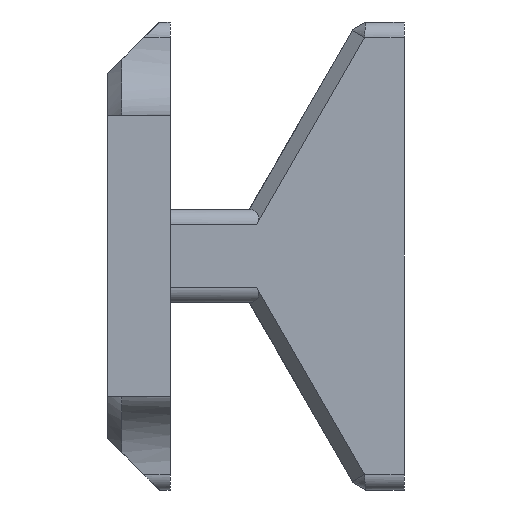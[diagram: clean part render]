
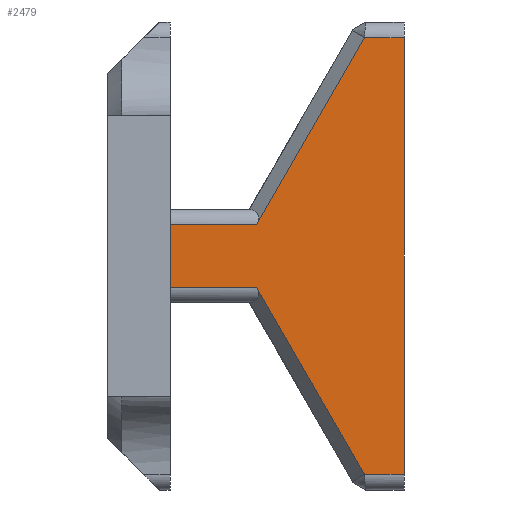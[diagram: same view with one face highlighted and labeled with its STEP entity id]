
A CAD part, left-side view. The second image highlights one B-rep face of the part: STEP entity #2479.
In plain terms, the highlighted planar face has unit normal (-1, 0, 0).
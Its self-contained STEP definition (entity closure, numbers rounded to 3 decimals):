
#8 = FACE_OUTER_BOUND ( 'NONE', #778, .T. ) ;
#41 = VERTEX_POINT ( 'NONE', #1450 ) ;
#61 = LINE ( 'NONE', #1160, #1957 ) ;
#92 = CARTESIAN_POINT ( 'NONE',  ( 33.72, 0., 0. ) ) ;
#154 = EDGE_CURVE ( 'NONE', #2503, #2779, #166, .T. ) ;
#166 = LINE ( 'NONE', #2378, #237 ) ;
#199 = CARTESIAN_POINT ( 'NONE',  ( 33.72, 0., 1.3 ) ) ;
#205 = CARTESIAN_POINT ( 'NONE',  ( 33.72, 0., 2. ) ) ;
#237 = VECTOR ( 'NONE', #723, 1000. ) ;
#248 = EDGE_CURVE ( 'NONE', #2779, #2735, #527, .T. ) ;
#261 = ORIENTED_EDGE ( 'NONE', *, *, #3049, .F. ) ;
#275 = DIRECTION ( 'NONE',  ( 0., -0.5, -0.866 ) ) ;
#527 = LINE ( 'NONE', #1372, #3303 ) ;
#586 = VECTOR ( 'NONE', #2178, 1000. ) ;
#625 = LINE ( 'NONE', #1182, #2886 ) ;
#651 = LINE ( 'NONE', #2540, #3180 ) ;
#654 = CARTESIAN_POINT ( 'NONE',  ( 33.72, -12.462, 14. ) ) ;
#686 = ORIENTED_EDGE ( 'NONE', *, *, #1453, .T. ) ;
#692 = DIRECTION ( 'NONE',  ( 0., 1., 0. ) ) ;
#723 = DIRECTION ( 'NONE',  ( 0., -1., 0. ) ) ;
#726 = LINE ( 'NONE', #205, #1550 ) ;
#737 = VERTEX_POINT ( 'NONE', #3401 ) ;
#764 = CARTESIAN_POINT ( 'NONE',  ( 33.72, -15., -14. ) ) ;
#778 = EDGE_LOOP ( 'NONE', ( #3497, #1529, #1194, #261, #2528, #1051, #2756, #686, #819, #3416, #2710, #1976 ) ) ;
#798 = DIRECTION ( 'NONE',  ( 0., -1., 0. ) ) ;
#819 = ORIENTED_EDGE ( 'NONE', *, *, #3071, .T. ) ;
#834 = VERTEX_POINT ( 'NONE', #3488 ) ;
#971 = DIRECTION ( 'NONE',  ( 0., 1., 0. ) ) ;
#1004 = CARTESIAN_POINT ( 'NONE',  ( 33.72, -12.462, -14. ) ) ;
#1051 = ORIENTED_EDGE ( 'NONE', *, *, #3012, .T. ) ;
#1054 = PLANE ( 'NONE',  #1492 ) ;
#1160 = CARTESIAN_POINT ( 'NONE',  ( 33.72, 3., 0. ) ) ;
#1182 = CARTESIAN_POINT ( 'NONE',  ( 33.72, 0., 0. ) ) ;
#1194 = ORIENTED_EDGE ( 'NONE', *, *, #2545, .T. ) ;
#1207 = EDGE_CURVE ( 'NONE', #737, #1635, #1263, .T. ) ;
#1261 = DIRECTION ( 'NONE',  ( 0., 0.5, -0.866 ) ) ;
#1263 = LINE ( 'NONE', #2413, #586 ) ;
#1372 = CARTESIAN_POINT ( 'NONE',  ( 33.72, -12.202, -13.55 ) ) ;
#1450 = CARTESIAN_POINT ( 'NONE',  ( 33.72, -15., -14. ) ) ;
#1453 = EDGE_CURVE ( 'NONE', #2142, #2747, #1464, .T. ) ;
#1464 = LINE ( 'NONE', #92, #1833 ) ;
#1492 = AXIS2_PLACEMENT_3D ( 'NONE', #1887, #1939, #3288 ) ;
#1529 = ORIENTED_EDGE ( 'NONE', *, *, #248, .T. ) ;
#1550 = VECTOR ( 'NONE', #692, 1000. ) ;
#1556 = LINE ( 'NONE', #1591, #3070 ) ;
#1591 = CARTESIAN_POINT ( 'NONE',  ( 33.72, -15., 0. ) ) ;
#1635 = VERTEX_POINT ( 'NONE', #2393 ) ;
#1689 = DIRECTION ( 'NONE',  ( 0., 0., -1. ) ) ;
#1739 = VECTOR ( 'NONE', #1261, 1000. ) ;
#1814 = DIRECTION ( 'NONE',  ( 0., 0., -1. ) ) ;
#1833 = VECTOR ( 'NONE', #3154, 1000. ) ;
#1864 = CARTESIAN_POINT ( 'NONE',  ( 33.72, -5.534, -2. ) ) ;
#1887 = CARTESIAN_POINT ( 'NONE',  ( 33.72, -15., 0. ) ) ;
#1939 = DIRECTION ( 'NONE',  ( 1., 0., 0. ) ) ;
#1957 = VECTOR ( 'NONE', #2274, 1000. ) ;
#1976 = ORIENTED_EDGE ( 'NONE', *, *, #2233, .T. ) ;
#2101 = CARTESIAN_POINT ( 'NONE',  ( 33.72, -7.034, 4.599 ) ) ;
#2142 = VERTEX_POINT ( 'NONE', #2478 ) ;
#2178 = DIRECTION ( 'NONE',  ( 0., 1., 0. ) ) ;
#2205 = VECTOR ( 'NONE', #971, 1000. ) ;
#2233 = EDGE_CURVE ( 'NONE', #737, #2503, #625, .T. ) ;
#2274 = DIRECTION ( 'NONE',  ( 0., 0., 1. ) ) ;
#2345 = EDGE_CURVE ( 'NONE', #3110, #2142, #726, .T. ) ;
#2358 = LINE ( 'NONE', #2101, #1739 ) ;
#2378 = CARTESIAN_POINT ( 'NONE',  ( 33.72, -15., -2. ) ) ;
#2393 = CARTESIAN_POINT ( 'NONE',  ( 33.72, 3., -1.3 ) ) ;
#2411 = LINE ( 'NONE', #3461, #2205 ) ;
#2413 = CARTESIAN_POINT ( 'NONE',  ( 33.72, 0., -1.3 ) ) ;
#2478 = CARTESIAN_POINT ( 'NONE',  ( 33.72, 0., 2. ) ) ;
#2479 = ADVANCED_FACE ( 'NONE', ( #8 ), #1054, .F. ) ;
#2503 = VERTEX_POINT ( 'NONE', #2709 ) ;
#2528 = ORIENTED_EDGE ( 'NONE', *, *, #2918, .T. ) ;
#2540 = CARTESIAN_POINT ( 'NONE',  ( 33.72, -15., 14. ) ) ;
#2545 = EDGE_CURVE ( 'NONE', #2735, #41, #3520, .T. ) ;
#2615 = DIRECTION ( 'NONE',  ( 0., 1., 0. ) ) ;
#2691 = VERTEX_POINT ( 'NONE', #654 ) ;
#2700 = EDGE_CURVE ( 'NONE', #1635, #834, #61, .T. ) ;
#2709 = CARTESIAN_POINT ( 'NONE',  ( 33.72, 0., -2. ) ) ;
#2710 = ORIENTED_EDGE ( 'NONE', *, *, #1207, .F. ) ;
#2735 = VERTEX_POINT ( 'NONE', #1004 ) ;
#2742 = CARTESIAN_POINT ( 'NONE',  ( 33.72, -15., 14. ) ) ;
#2747 = VERTEX_POINT ( 'NONE', #199 ) ;
#2756 = ORIENTED_EDGE ( 'NONE', *, *, #2345, .T. ) ;
#2779 = VERTEX_POINT ( 'NONE', #1864 ) ;
#2886 = VECTOR ( 'NONE', #1689, 1000. ) ;
#2918 = EDGE_CURVE ( 'NONE', #3174, #2691, #651, .T. ) ;
#2955 = CARTESIAN_POINT ( 'NONE',  ( 33.72, -5.534, 2. ) ) ;
#3012 = EDGE_CURVE ( 'NONE', #2691, #3110, #2358, .T. ) ;
#3049 = EDGE_CURVE ( 'NONE', #3174, #41, #1556, .T. ) ;
#3070 = VECTOR ( 'NONE', #1814, 1000. ) ;
#3071 = EDGE_CURVE ( 'NONE', #2747, #834, #2411, .T. ) ;
#3110 = VERTEX_POINT ( 'NONE', #2955 ) ;
#3154 = DIRECTION ( 'NONE',  ( 0., 0., -1. ) ) ;
#3174 = VERTEX_POINT ( 'NONE', #2742 ) ;
#3180 = VECTOR ( 'NONE', #2615, 1000. ) ;
#3288 = DIRECTION ( 'NONE',  ( 0., 1., 0. ) ) ;
#3295 = VECTOR ( 'NONE', #798, 1000. ) ;
#3303 = VECTOR ( 'NONE', #275, 1000. ) ;
#3401 = CARTESIAN_POINT ( 'NONE',  ( 33.72, 0., -1.3 ) ) ;
#3416 = ORIENTED_EDGE ( 'NONE', *, *, #2700, .F. ) ;
#3461 = CARTESIAN_POINT ( 'NONE',  ( 33.72, 0., 1.3 ) ) ;
#3488 = CARTESIAN_POINT ( 'NONE',  ( 33.72, 3., 1.3 ) ) ;
#3497 = ORIENTED_EDGE ( 'NONE', *, *, #154, .T. ) ;
#3520 = LINE ( 'NONE', #764, #3295 ) ;
